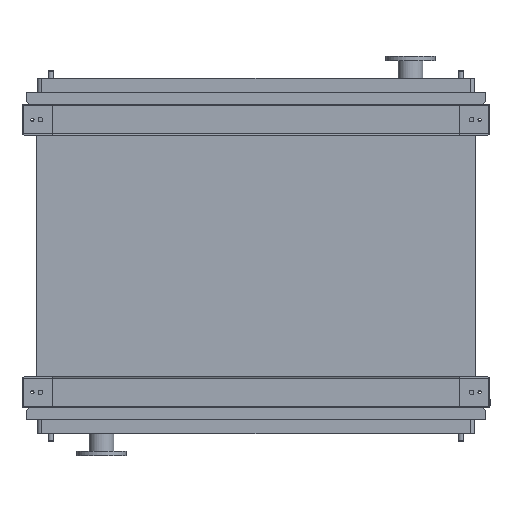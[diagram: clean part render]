
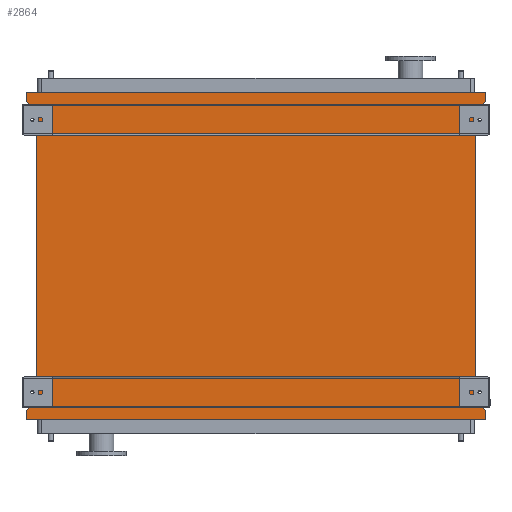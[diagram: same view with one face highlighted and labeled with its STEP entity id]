
A CAD part, front view. The second image highlights one B-rep face of the part: STEP entity #2864.
In plain terms, the highlighted planar face has unit normal (0, -1, 0).
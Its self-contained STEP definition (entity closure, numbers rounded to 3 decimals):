
#154 = CARTESIAN_POINT ( 'NONE',  ( 1011., 0., -1303. ) ) ;
#571 = AXIS2_PLACEMENT_3D ( 'NONE', #19849, #14344, #3246 ) ;
#851 = DIRECTION ( 'NONE',  ( 0., 0., 1. ) ) ;
#932 = VERTEX_POINT ( 'NONE', #7585 ) ;
#935 = VECTOR ( 'NONE', #15233, 1000. ) ;
#1040 = VERTEX_POINT ( 'NONE', #9340 ) ;
#1085 = ORIENTED_EDGE ( 'NONE', *, *, #8985, .F. ) ;
#1274 = CARTESIAN_POINT ( 'NONE',  ( 1011., 0., 95. ) ) ;
#1573 = VECTOR ( 'NONE', #851, 1000. ) ;
#2181 = VECTOR ( 'NONE', #6340, 1000. ) ;
#2192 = ORIENTED_EDGE ( 'NONE', *, *, #22619, .F. ) ;
#2750 = LINE ( 'NONE', #11810, #6612 ) ;
#2864 = ADVANCED_FACE ( 'NONE', ( #8259 ), #23490, .T. ) ;
#3202 = CARTESIAN_POINT ( 'NONE',  ( -1011., 0., -1303. ) ) ;
#3246 = DIRECTION ( 'NONE',  ( 0., 0., -1. ) ) ;
#3278 = CARTESIAN_POINT ( 'NONE',  ( 1011., 0., 53. ) ) ;
#3652 = VECTOR ( 'NONE', #19784, 1000. ) ;
#4712 = CARTESIAN_POINT ( 'NONE',  ( 1011., 0., -1345. ) ) ;
#4717 = CARTESIAN_POINT ( 'NONE',  ( -965., 0., -1250. ) ) ;
#4841 = ORIENTED_EDGE ( 'NONE', *, *, #13407, .T. ) ;
#4950 = CARTESIAN_POINT ( 'NONE',  ( -965., 0., -1250. ) ) ;
#5207 = DIRECTION ( 'NONE',  ( -0.655, 0., -0.755 ) ) ;
#5847 = LINE ( 'NONE', #20717, #935 ) ;
#6313 = VECTOR ( 'NONE', #18648, 1000. ) ;
#6340 = DIRECTION ( 'NONE',  ( 0., 0., 1. ) ) ;
#6570 = LINE ( 'NONE', #4717, #1573 ) ;
#6612 = VECTOR ( 'NONE', #21067, 1000. ) ;
#6751 = CARTESIAN_POINT ( 'NONE',  ( -1011., 0., 53. ) ) ;
#7010 = VERTEX_POINT ( 'NONE', #10423 ) ;
#7585 = CARTESIAN_POINT ( 'NONE',  ( -1011., 0., 53. ) ) ;
#7597 = VERTEX_POINT ( 'NONE', #4950 ) ;
#8030 = VECTOR ( 'NONE', #5207, 1000. ) ;
#8259 = FACE_OUTER_BOUND ( 'NONE', #15714, .T. ) ;
#8692 = VERTEX_POINT ( 'NONE', #12683 ) ;
#8864 = CARTESIAN_POINT ( 'NONE',  ( -965., 0., 0. ) ) ;
#8985 = EDGE_CURVE ( 'NONE', #7010, #1040, #5847, .T. ) ;
#9340 = CARTESIAN_POINT ( 'NONE',  ( 1011., 0., 95. ) ) ;
#9403 = VECTOR ( 'NONE', #9578, 1000. ) ;
#9407 = CARTESIAN_POINT ( 'NONE',  ( 965., 0., 0. ) ) ;
#9578 = DIRECTION ( 'NONE',  ( 0.655, 0., -0.755 ) ) ;
#9690 = VECTOR ( 'NONE', #10289, 1000. ) ;
#9700 = ORIENTED_EDGE ( 'NONE', *, *, #13741, .F. ) ;
#9739 = DIRECTION ( 'NONE',  ( -1., 0., 0. ) ) ;
#9823 = VERTEX_POINT ( 'NONE', #8864 ) ;
#9977 = DIRECTION ( 'NONE',  ( 0.655, 0., 0.755 ) ) ;
#9990 = LINE ( 'NONE', #11480, #13745 ) ;
#10289 = DIRECTION ( 'NONE',  ( 0., 0., 1. ) ) ;
#10423 = CARTESIAN_POINT ( 'NONE',  ( -1011., 0., 95. ) ) ;
#11480 = CARTESIAN_POINT ( 'NONE',  ( 1011., 0., -1303. ) ) ;
#11722 = CARTESIAN_POINT ( 'NONE',  ( -1011., 0., -1345. ) ) ;
#11810 = CARTESIAN_POINT ( 'NONE',  ( -965., 0., 0. ) ) ;
#11845 = VERTEX_POINT ( 'NONE', #9407 ) ;
#12683 = CARTESIAN_POINT ( 'NONE',  ( 965., 0., -1250. ) ) ;
#13153 = VECTOR ( 'NONE', #9739, 1000. ) ;
#13165 = ORIENTED_EDGE ( 'NONE', *, *, #13496, .F. ) ;
#13407 = EDGE_CURVE ( 'NONE', #8692, #11845, #16355, .T. ) ;
#13453 = EDGE_CURVE ( 'NONE', #8692, #20874, #19260, .T. ) ;
#13490 = EDGE_CURVE ( 'NONE', #20874, #20505, #9990, .T. ) ;
#13496 = EDGE_CURVE ( 'NONE', #20505, #19900, #18127, .T. ) ;
#13565 = EDGE_CURVE ( 'NONE', #19900, #22783, #17527, .T. ) ;
#13566 = EDGE_CURVE ( 'NONE', #22783, #7597, #16942, .T. ) ;
#13575 = EDGE_CURVE ( 'NONE', #9823, #932, #2750, .T. ) ;
#13640 = EDGE_CURVE ( 'NONE', #932, #7010, #19547, .T. ) ;
#13704 = EDGE_CURVE ( 'NONE', #1040, #14105, #23227, .T. ) ;
#13741 = EDGE_CURVE ( 'NONE', #14105, #11845, #22653, .T. ) ;
#13745 = VECTOR ( 'NONE', #15122, 1000. ) ;
#13762 = ORIENTED_EDGE ( 'NONE', *, *, #13453, .F. ) ;
#14105 = VERTEX_POINT ( 'NONE', #15722 ) ;
#14344 = DIRECTION ( 'NONE',  ( 0., -1., 0. ) ) ;
#15122 = DIRECTION ( 'NONE',  ( 0., 0., -1. ) ) ;
#15233 = DIRECTION ( 'NONE',  ( 1., 0., 0. ) ) ;
#15241 = ORIENTED_EDGE ( 'NONE', *, *, #13704, .F. ) ;
#15277 = CARTESIAN_POINT ( 'NONE',  ( 1011., 0., -1345. ) ) ;
#15712 = CARTESIAN_POINT ( 'NONE',  ( -1011., 0., -1345. ) ) ;
#15714 = EDGE_LOOP ( 'NONE', ( #4841, #9700, #15241, #1085, #20728, #16397, #2192, #21867, #17534, #13165, #22964, #13762 ) ) ;
#15722 = CARTESIAN_POINT ( 'NONE',  ( 1011., 0., 53. ) ) ;
#16355 = LINE ( 'NONE', #16802, #6313 ) ;
#16387 = VECTOR ( 'NONE', #9977, 1000. ) ;
#16397 = ORIENTED_EDGE ( 'NONE', *, *, #13575, .F. ) ;
#16802 = CARTESIAN_POINT ( 'NONE',  ( 965., 0., -1250. ) ) ;
#16942 = LINE ( 'NONE', #19203, #16387 ) ;
#17527 = LINE ( 'NONE', #11722, #2181 ) ;
#17534 = ORIENTED_EDGE ( 'NONE', *, *, #13565, .F. ) ;
#18127 = LINE ( 'NONE', #15277, #13153 ) ;
#18648 = DIRECTION ( 'NONE',  ( 0., 0., 1. ) ) ;
#19203 = CARTESIAN_POINT ( 'NONE',  ( -1011., 0., -1303. ) ) ;
#19260 = LINE ( 'NONE', #22401, #9403 ) ;
#19547 = LINE ( 'NONE', #6751, #9690 ) ;
#19784 = DIRECTION ( 'NONE',  ( 0., 0., -1. ) ) ;
#19849 = CARTESIAN_POINT ( 'NONE',  ( -965., 0., -1250. ) ) ;
#19900 = VERTEX_POINT ( 'NONE', #15712 ) ;
#20505 = VERTEX_POINT ( 'NONE', #4712 ) ;
#20717 = CARTESIAN_POINT ( 'NONE',  ( -1011., 0., 95. ) ) ;
#20728 = ORIENTED_EDGE ( 'NONE', *, *, #13640, .F. ) ;
#20874 = VERTEX_POINT ( 'NONE', #154 ) ;
#21067 = DIRECTION ( 'NONE',  ( -0.655, 0., 0.755 ) ) ;
#21867 = ORIENTED_EDGE ( 'NONE', *, *, #13566, .F. ) ;
#22401 = CARTESIAN_POINT ( 'NONE',  ( 965., 0., -1250. ) ) ;
#22619 = EDGE_CURVE ( 'NONE', #7597, #9823, #6570, .T. ) ;
#22653 = LINE ( 'NONE', #3278, #8030 ) ;
#22783 = VERTEX_POINT ( 'NONE', #3202 ) ;
#22964 = ORIENTED_EDGE ( 'NONE', *, *, #13490, .F. ) ;
#23227 = LINE ( 'NONE', #1274, #3652 ) ;
#23490 = PLANE ( 'NONE',  #571 ) ;
